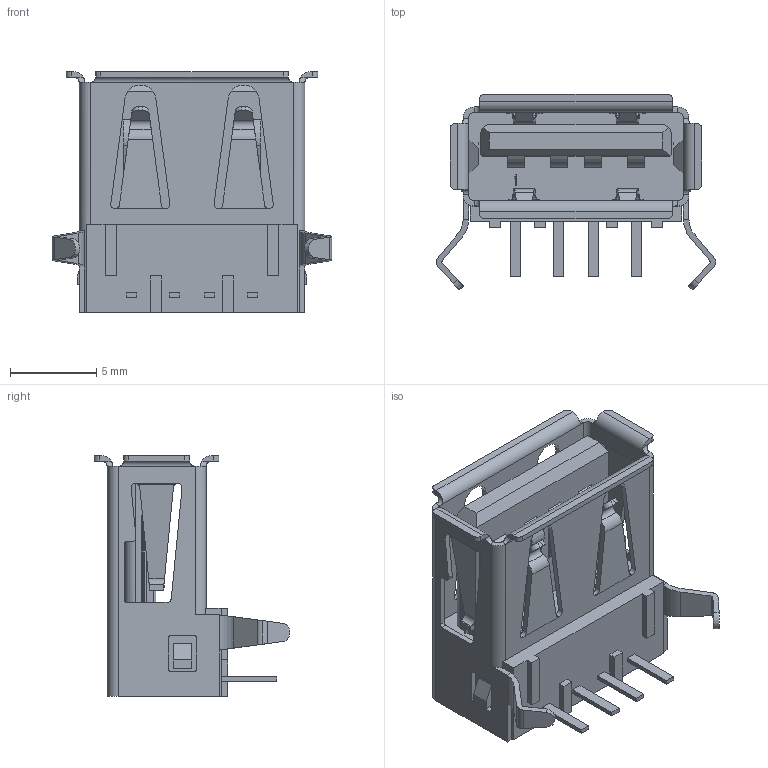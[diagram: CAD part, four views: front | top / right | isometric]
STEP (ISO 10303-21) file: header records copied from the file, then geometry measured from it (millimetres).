
FILE_DESCRIPTION(('STEP AP242'),'1');
FILE_NAME('292303-3.stp','2022-08-31T14:00:05',('TraceParts'),('TraceParts S.A.'),'Spatial InterOp 3D',' ',' ');
FILE_SCHEMA(('AP242_MANAGED_MODEL_BASED_3D_ENGINEERING_MIM_LF {1 0 10303 442 1 1 4}'));
Length unit declared in the file: millimetre
Products named in the file (1): 292303-3
Bounding box: 16.23 x 11.37 x 14 mm (x, y, z)
Volume: 711.3 mm3; surface area: 1297.9 mm2
Topology: 1 solids, 1 shells, 353 faces, 947 edges, 610 vertices
Faces by surface type: plane 215, cylinder 132, bspline 6
Entity records: 12304 total; most frequent: CARTESIAN_POINT 3647, ORIENTED_EDGE 1894, DIRECTION 1631, EDGE_CURVE 947, LINE 663, VECTOR 663, VERTEX_POINT 610, AXIS2_PLACEMENT_3D 484
